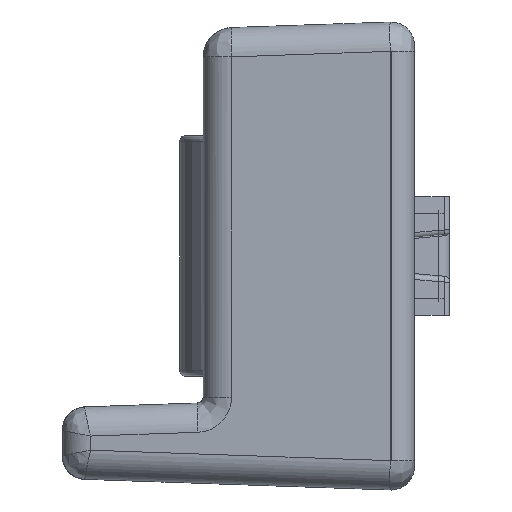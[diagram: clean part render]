
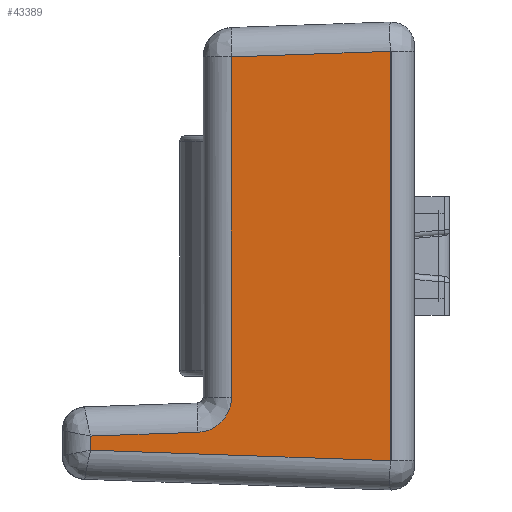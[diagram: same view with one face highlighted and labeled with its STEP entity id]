
A CAD part, left-side view. The second image highlights one B-rep face of the part: STEP entity #43389.
In plain terms, the highlighted planar face has unit normal (-0.999, 0.035, 0).
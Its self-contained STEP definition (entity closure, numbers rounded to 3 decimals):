
#21 = VECTOR ( 'NONE', #37538, 1000. ) ;
#289 = LINE ( 'NONE', #17694, #31756 ) ;
#478 = CARTESIAN_POINT ( 'NONE',  ( -39.436, 16.148, -13.769 ) ) ;
#770 = CARTESIAN_POINT ( 'NONE',  ( -39.438, 16.096, -13.696 ) ) ;
#2854 = CARTESIAN_POINT ( 'NONE',  ( -39.373, 17.957, -14.954 ) ) ;
#4035 = CARTESIAN_POINT ( 'NONE',  ( -39.408, 16.954, -14.541 ) ) ;
#4332 = CARTESIAN_POINT ( 'NONE',  ( -39.455, 15.594, -12.353 ) ) ;
#5048 = ORIENTED_EDGE ( 'NONE', *, *, #32522, .T. ) ;
#5187 = CARTESIAN_POINT ( 'NONE',  ( -39.433, 16.232, -13.878 ) ) ;
#5400 = CARTESIAN_POINT ( 'NONE',  ( -39.037, 27.587, -16.538 ) ) ;
#6055 = EDGE_CURVE ( 'NONE', #46336, #15636, #47924, .T. ) ;
#7561 = CARTESIAN_POINT ( 'NONE',  ( -39.403, 17.097, -14.63 ) ) ;
#7899 = CARTESIAN_POINT ( 'NONE',  ( -39.037, 27.587, -15.333 ) ) ;
#8161 = CARTESIAN_POINT ( 'NONE',  ( -39.389, 17.51, -14.827 ) ) ;
#8740 = CARTESIAN_POINT ( 'NONE',  ( -39.425, 16.477, -14.15 ) ) ;
#9010 = ORIENTED_EDGE ( 'NONE', *, *, #29463, .T. ) ;
#9895 = CARTESIAN_POINT ( 'NONE',  ( -39.928, 2.07, 22.181 ) ) ;
#11697 = CARTESIAN_POINT ( 'NONE',  ( -39.456, 15.587, -72.144 ) ) ;
#12026 = FACE_OUTER_BOUND ( 'NONE', #37027, .T. ) ;
#12376 = VERTEX_POINT ( 'NONE', #57632 ) ;
#12623 = DIRECTION ( 'NONE',  ( -0.035, -0.999, 0. ) ) ;
#13160 = CARTESIAN_POINT ( 'NONE',  ( -39.443, 15.942, -13.45 ) ) ;
#13838 = EDGE_CURVE ( 'NONE', #46336, #42408, #46240, .T. ) ;
#14213 = AXIS2_PLACEMENT_3D ( 'NONE', #22058, #31447, #12623 ) ;
#15636 = VERTEX_POINT ( 'NONE', #56418 ) ;
#15913 = DIRECTION ( 'NONE',  ( 0., 0., 1. ) ) ;
#16420 = CARTESIAN_POINT ( 'NONE',  ( -39.418, 16.676, -14.334 ) ) ;
#16715 = CARTESIAN_POINT ( 'NONE',  ( -39.404, 17.054, -14.605 ) ) ;
#17017 = CARTESIAN_POINT ( 'NONE',  ( -39.407, 16.988, -14.563 ) ) ;
#17310 = CARTESIAN_POINT ( 'NONE',  ( -39.374, 17.933, -14.949 ) ) ;
#17600 = CARTESIAN_POINT ( 'NONE',  ( -39.446, 15.878, -13.324 ) ) ;
#17694 = CARTESIAN_POINT ( 'NONE',  ( -39.928, 2.07, 17.429 ) ) ;
#17887 = CARTESIAN_POINT ( 'NONE',  ( -39.456, 15.587, -12.156 ) ) ;
#18177 = CARTESIAN_POINT ( 'NONE',  ( -39.421, 16.566, -14.236 ) ) ;
#20468 = VECTOR ( 'NONE', #55381, 1000. ) ;
#20849 = CARTESIAN_POINT ( 'NONE',  ( -39.379, 17.789, -14.917 ) ) ;
#21761 = PLANE ( 'NONE',  #14213 ) ;
#22058 = CARTESIAN_POINT ( 'NONE',  ( -40., 0., 22.181 ) ) ;
#22246 = CARTESIAN_POINT ( 'NONE',  ( -39.355, 18.483, -15.015 ) ) ;
#22305 = CARTESIAN_POINT ( 'NONE',  ( -39.434, 16.199, -13.837 ) ) ;
#22535 = DIRECTION ( 'NONE',  ( 0.035, 0.999, -0.035 ) ) ;
#22886 = CARTESIAN_POINT ( 'NONE',  ( -39.423, 16.534, -14.206 ) ) ;
#23172 = CARTESIAN_POINT ( 'NONE',  ( -39.448, 15.804, -13.159 ) ) ;
#24085 = ORIENTED_EDGE ( 'NONE', *, *, #6055, .F. ) ;
#24774 = LINE ( 'NONE', #37976, #45229 ) ;
#25283 = CARTESIAN_POINT ( 'NONE',  ( -39.357, 18.423, -15.013 ) ) ;
#25569 = CARTESIAN_POINT ( 'NONE',  ( -39.382, 17.689, -14.888 ) ) ;
#25576 = ORIENTED_EDGE ( 'NONE', *, *, #47710, .F. ) ;
#25863 = CARTESIAN_POINT ( 'NONE',  ( -39.369, 18.058, -14.973 ) ) ;
#26432 = CARTESIAN_POINT ( 'NONE',  ( -39.409, 16.92, -14.518 ) ) ;
#26726 = CARTESIAN_POINT ( 'NONE',  ( -39.424, 16.491, -14.163 ) ) ;
#27018 = CARTESIAN_POINT ( 'NONE',  ( -39.425, 16.452, -14.124 ) ) ;
#28868 = CARTESIAN_POINT ( 'NONE',  ( -39.365, 18.198, -14.994 ) ) ;
#29463 = EDGE_CURVE ( 'NONE', #36544, #41306, #51270, .T. ) ;
#29950 = CARTESIAN_POINT ( 'NONE',  ( -39.396, 17.296, -14.736 ) ) ;
#30535 = DIRECTION ( 'NONE',  ( 0., 0., 1. ) ) ;
#30827 = CARTESIAN_POINT ( 'NONE',  ( -39.391, 17.43, -14.795 ) ) ;
#31110 = CARTESIAN_POINT ( 'NONE',  ( -39.428, 16.382, -14.052 ) ) ;
#31242 = CARTESIAN_POINT ( 'NONE',  ( -39.355, 18.483, -15.015 ) ) ;
#31402 = CARTESIAN_POINT ( 'NONE',  ( -39.439, 16.078, -13.669 ) ) ;
#31447 = DIRECTION ( 'NONE',  ( -0.999, 0.035, 0. ) ) ;
#31756 = VECTOR ( 'NONE', #36485, 1000. ) ;
#32276 = LINE ( 'NONE', #9895, #21 ) ;
#32522 = EDGE_CURVE ( 'NONE', #12376, #35303, #289, .T. ) ;
#34650 = CARTESIAN_POINT ( 'NONE',  ( -39.41, 16.886, -14.495 ) ) ;
#35303 = VERTEX_POINT ( 'NONE', #53587 ) ;
#35351 = ORIENTED_EDGE ( 'NONE', *, *, #13838, .T. ) ;
#35537 = CARTESIAN_POINT ( 'NONE',  ( -39.447, 15.834, -13.229 ) ) ;
#35813 = CARTESIAN_POINT ( 'NONE',  ( -39.452, 15.687, -12.851 ) ) ;
#36102 = CARTESIAN_POINT ( 'NONE',  ( -39.456, 15.587, -12.017 ) ) ;
#36485 = DIRECTION ( 'NONE',  ( 0.035, 0.999, -0.035 ) ) ;
#36544 = VERTEX_POINT ( 'NONE', #42076 ) ;
#36681 = CARTESIAN_POINT ( 'NONE',  ( -39.437, 16.131, -13.746 ) ) ;
#37027 = EDGE_LOOP ( 'NONE', ( #9010, #55564, #5048, #25576, #24085, #35351, #44739 ) ) ;
#37538 = DIRECTION ( 'NONE',  ( 0., 0., 1. ) ) ;
#37976 = CARTESIAN_POINT ( 'NONE',  ( -39.037, 27.587, 72.144 ) ) ;
#38005 = EDGE_CURVE ( 'NONE', #41306, #12376, #32276, .T. ) ;
#39923 = EDGE_CURVE ( 'NONE', #36544, #42408, #24774, .T. ) ;
#39934 = CARTESIAN_POINT ( 'NONE',  ( -39.426, 16.441, -14.113 ) ) ;
#40022 = CARTESIAN_POINT ( 'NONE',  ( -39.928, 2.07, -17.429 ) ) ;
#41306 = VERTEX_POINT ( 'NONE', #40022 ) ;
#42076 = CARTESIAN_POINT ( 'NONE',  ( -39.037, 27.587, -16.538 ) ) ;
#42408 = VERTEX_POINT ( 'NONE', #7899 ) ;
#43171 = LINE ( 'NONE', #11697, #48277 ) ;
#43174 = CARTESIAN_POINT ( 'NONE',  ( -39.366, 18.145, -14.987 ) ) ;
#43389 = ADVANCED_FACE ( 'NONE', ( #12026 ), #21761, .T. ) ;
#44340 = CARTESIAN_POINT ( 'NONE',  ( -39.41, 16.896, -14.502 ) ) ;
#44476 = VECTOR ( 'NONE', #22535, 1000. ) ;
#44633 = CARTESIAN_POINT ( 'NONE',  ( -39.447, 15.826, -13.211 ) ) ;
#44739 = ORIENTED_EDGE ( 'NONE', *, *, #39923, .F. ) ;
#45229 = VECTOR ( 'NONE', #15913, 1000. ) ;
#46240 = LINE ( 'NONE', #22246, #44476 ) ;
#46336 = VERTEX_POINT ( 'NONE', #31242 ) ;
#47710 = EDGE_CURVE ( 'NONE', #15636, #35303, #43171, .T. ) ;
#47924 = B_SPLINE_CURVE_WITH_KNOTS ( 'NONE', 3,
 ( #57562, #25283, #51194, #28868, #43174, #25863, #56979, #2854, #17310, #52870, #53159, #20849, #25569, #8161, #30827, #29950, #48764, #7561, #16715, #17017, #4035, #26432, #44340, #34650, #56686, #16420, #18177, #22886, #26726, #8740, #27018, #39934, #31110, #58160, #5187, #22305, #478, #36681, #770, #31402, #57861, #13160, #17600, #49331, #35537, #44633, #53447, #23172, #54030, #35813, #4332, #17887, #36102 ),
 .UNSPECIFIED., .F., .F.,
 ( 4, 2, 2, 1, 1, 2, 2, 2, 2, 2, 2, 1, 2, 2, 2, 2, 2, 2, 2, 2, 2, 2, 2, 2, 2, 2, 2, 4 ),
 ( 0., 0.063, 0.094, 0.109, 0.117, 0.121, 0.125, 0.188, 0.25, 0.313, 0.344, 0.359, 0.367, 0.375, 0.438, 0.469, 0.484, 0.5, 0.563, 0.594, 0.609, 0.625, 0.688, 0.719, 0.734, 0.75, 0.875, 1. ),
 .UNSPECIFIED. ) ;
#48277 = VECTOR ( 'NONE', #30535, 1000. ) ;
#48764 = CARTESIAN_POINT ( 'NONE',  ( -39.399, 17.221, -14.699 ) ) ;
#49331 = CARTESIAN_POINT ( 'NONE',  ( -39.446, 15.859, -13.284 ) ) ;
#51194 = CARTESIAN_POINT ( 'NONE',  ( -39.359, 18.345, -15.009 ) ) ;
#51270 = LINE ( 'NONE', #5400, #20468 ) ;
#52870 = CARTESIAN_POINT ( 'NONE',  ( -39.374, 17.916, -14.946 ) ) ;
#53159 = CARTESIAN_POINT ( 'NONE',  ( -39.375, 17.907, -14.944 ) ) ;
#53447 = CARTESIAN_POINT ( 'NONE',  ( -39.448, 15.811, -13.177 ) ) ;
#53587 = CARTESIAN_POINT ( 'NONE',  ( -39.456, 15.587, 16.957 ) ) ;
#54030 = CARTESIAN_POINT ( 'NONE',  ( -39.45, 15.751, -13.027 ) ) ;
#55381 = DIRECTION ( 'NONE',  ( -0.035, -0.999, -0.035 ) ) ;
#55564 = ORIENTED_EDGE ( 'NONE', *, *, #38005, .T. ) ;
#56418 = CARTESIAN_POINT ( 'NONE',  ( -39.456, 15.587, -12.017 ) ) ;
#56686 = CARTESIAN_POINT ( 'NONE',  ( -39.415, 16.765, -14.408 ) ) ;
#56979 = CARTESIAN_POINT ( 'NONE',  ( -39.371, 18.013, -14.965 ) ) ;
#57562 = CARTESIAN_POINT ( 'NONE',  ( -39.355, 18.483, -15.015 ) ) ;
#57632 = CARTESIAN_POINT ( 'NONE',  ( -39.928, 2.07, 17.429 ) ) ;
#57861 = CARTESIAN_POINT ( 'NONE',  ( -39.441, 15.995, -13.544 ) ) ;
#58160 = CARTESIAN_POINT ( 'NONE',  ( -39.43, 16.326, -13.991 ) ) ;
